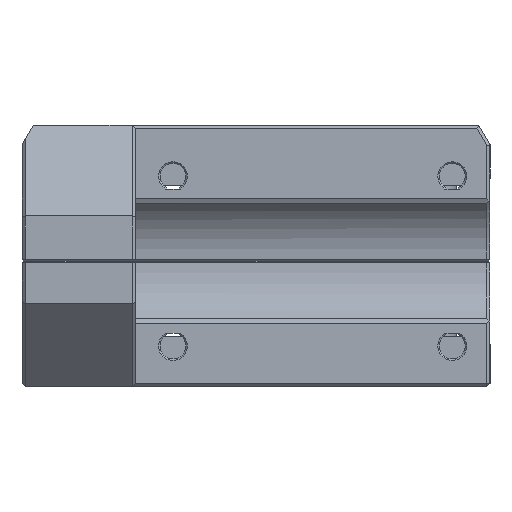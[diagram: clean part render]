
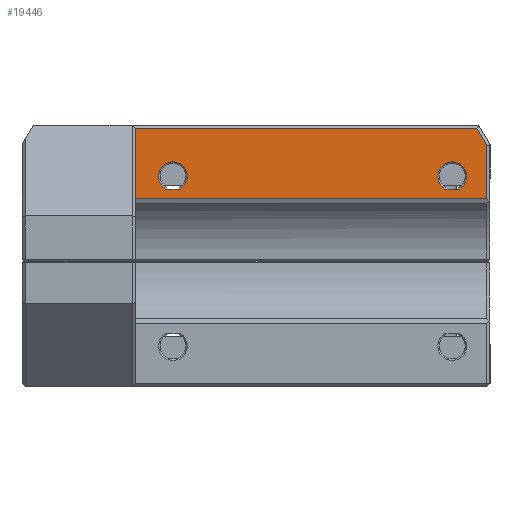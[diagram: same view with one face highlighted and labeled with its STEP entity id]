
A CAD part, left-side view. The second image highlights one B-rep face of the part: STEP entity #19446.
In plain terms, the highlighted planar face has unit normal (-1, 0, 0).
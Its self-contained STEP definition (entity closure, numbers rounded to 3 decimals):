
#48=(
BOUNDED_CURVE()
B_SPLINE_CURVE(2,(#28090,#28091,#28092),.UNSPECIFIED.,.F.,.F.)
B_SPLINE_CURVE_WITH_KNOTS((3,3),(-3.139,-3.114),
 .UNSPECIFIED.)
CURVE()
GEOMETRIC_REPRESENTATION_ITEM()
RATIONAL_B_SPLINE_CURVE((4.05,4.041,4.032))
REPRESENTATION_ITEM('')
);
#517=FACE_BOUND('',#2805,.T.);
#518=FACE_BOUND('',#2806,.T.);
#761=PLANE('',#20758);
#1632=FACE_OUTER_BOUND('',#2804,.T.);
#2804=EDGE_LOOP('',(#14401,#14402,#14403,#14404,#14405,#14406));
#2805=EDGE_LOOP('',(#14407,#14408,#14409,#14410));
#2806=EDGE_LOOP('',(#14411,#14412,#14413,#14414));
#3912=LINE('',#27946,#6050);
#3914=LINE('',#27950,#6052);
#3936=LINE('',#28078,#6074);
#4209=LINE('',#29043,#6347);
#4212=LINE('',#29054,#6350);
#4221=LINE('',#29071,#6359);
#4224=LINE('',#29082,#6362);
#4264=LINE('',#29171,#6402);
#4266=LINE('',#29174,#6404);
#4267=LINE('',#29175,#6405);
#4268=LINE('',#29176,#6406);
#6050=VECTOR('',#22324,10.);
#6052=VECTOR('',#22328,10.);
#6074=VECTOR('',#22370,10.);
#6347=VECTOR('',#23085,10.);
#6350=VECTOR('',#23096,10.);
#6359=VECTOR('',#23113,10.);
#6362=VECTOR('',#23124,10.);
#6402=VECTOR('',#23230,10.);
#6404=VECTOR('',#23234,10.);
#6405=VECTOR('',#23235,10.);
#6406=VECTOR('',#23236,10.);
#8170=CIRCLE('',#20714,1.9);
#8172=CIRCLE('',#20722,1.9);
#8674=VERTEX_POINT('',#27940);
#8676=VERTEX_POINT('',#27944);
#8677=VERTEX_POINT('',#27948);
#8697=VERTEX_POINT('',#28076);
#8700=VERTEX_POINT('',#28085);
#8952=VERTEX_POINT('',#29036);
#8955=VERTEX_POINT('',#29041);
#8957=VERTEX_POINT('',#29046);
#8959=VERTEX_POINT('',#29052);
#8960=VERTEX_POINT('',#29064);
#8963=VERTEX_POINT('',#29069);
#8965=VERTEX_POINT('',#29074);
#8967=VERTEX_POINT('',#29080);
#8983=VERTEX_POINT('',#29170);
#10505=EDGE_CURVE('',#8676,#8674,#3912,.T.);
#10507=EDGE_CURVE('',#8677,#8676,#3914,.T.);
#10538=EDGE_CURVE('',#8697,#8677,#3936,.T.);
#10543=EDGE_CURVE('',#8700,#8697,#48,.T.);
#10928=EDGE_CURVE('',#8955,#8952,#4209,.T.);
#10930=EDGE_CURVE('',#8957,#8955,#8170,.T.);
#10933=EDGE_CURVE('',#8959,#8957,#4212,.T.);
#10942=EDGE_CURVE('',#8963,#8960,#4221,.T.);
#10944=EDGE_CURVE('',#8965,#8963,#8172,.T.);
#10947=EDGE_CURVE('',#8967,#8965,#4224,.T.);
#10993=EDGE_CURVE('',#8674,#8983,#4264,.T.);
#10995=EDGE_CURVE('',#8983,#8700,#4266,.T.);
#10996=EDGE_CURVE('',#8959,#8952,#4267,.T.);
#10997=EDGE_CURVE('',#8967,#8960,#4268,.T.);
#14401=ORIENTED_EDGE('',*,*,#10505,.F.);
#14402=ORIENTED_EDGE('',*,*,#10507,.F.);
#14403=ORIENTED_EDGE('',*,*,#10538,.F.);
#14404=ORIENTED_EDGE('',*,*,#10543,.F.);
#14405=ORIENTED_EDGE('',*,*,#10995,.F.);
#14406=ORIENTED_EDGE('',*,*,#10993,.F.);
#14407=ORIENTED_EDGE('',*,*,#10996,.T.);
#14408=ORIENTED_EDGE('',*,*,#10928,.F.);
#14409=ORIENTED_EDGE('',*,*,#10930,.F.);
#14410=ORIENTED_EDGE('',*,*,#10933,.F.);
#14411=ORIENTED_EDGE('',*,*,#10997,.T.);
#14412=ORIENTED_EDGE('',*,*,#10942,.F.);
#14413=ORIENTED_EDGE('',*,*,#10944,.F.);
#14414=ORIENTED_EDGE('',*,*,#10947,.F.);
#19446=ADVANCED_FACE('',(#1632,#517,#518),#761,.T.);
#20714=AXIS2_PLACEMENT_3D('',#29048,#23089,#23090);
#20722=AXIS2_PLACEMENT_3D('',#29076,#23117,#23118);
#20758=AXIS2_PLACEMENT_3D('',#29173,#23232,#23233);
#22324=DIRECTION('',(0.,-0.5,-0.866));
#22328=DIRECTION('',(0.,-1.,0.));
#22370=DIRECTION('',(0.,0.,1.));
#23085=DIRECTION('',(0.,-0.707,-0.707));
#23089=DIRECTION('center_axis',(-1.,0.,0.));
#23090=DIRECTION('ref_axis',(0.,1.,0.));
#23096=DIRECTION('',(0.,-0.707,0.707));
#23113=DIRECTION('',(0.,-0.707,-0.707));
#23117=DIRECTION('center_axis',(-1.,0.,0.));
#23118=DIRECTION('ref_axis',(0.,1.,0.));
#23124=DIRECTION('',(0.,-0.707,0.707));
#23230=DIRECTION('',(0.,0.,-1.));
#23232=DIRECTION('center_axis',(-1.,0.,0.));
#23233=DIRECTION('ref_axis',(0.,-1.,0.));
#23234=DIRECTION('',(0.,1.,0.));
#23235=DIRECTION('',(0.,1.,0.));
#23236=DIRECTION('',(0.,1.,0.));
#27940=CARTESIAN_POINT('',(-36.5,-35.98,30.295));
#27944=CARTESIAN_POINT('',(-36.5,-34.649,32.6));
#27946=CARTESIAN_POINT('',(-36.5,-36.366,29.627));
#27948=CARTESIAN_POINT('',(-36.5,10.62,32.6));
#27950=CARTESIAN_POINT('',(-36.5,2.62,32.6));
#28076=CARTESIAN_POINT('',(-36.5,10.62,23.352));
#28078=CARTESIAN_POINT('',(-36.5,10.62,0.));
#28085=CARTESIAN_POINT('',(-36.5,10.69,23.268));
#28090=CARTESIAN_POINT('Ctrl Pts',(-36.5,10.69,23.268));
#28091=CARTESIAN_POINT('Ctrl Pts',(-36.5,10.655,23.31));
#28092=CARTESIAN_POINT('Ctrl Pts',(-36.5,10.62,23.352));
#29036=CARTESIAN_POINT('',(-36.5,6.607,24.55));
#29041=CARTESIAN_POINT('',(-36.5,6.964,24.906));
#29043=CARTESIAN_POINT('',(-36.5,1.402,19.345));
#29046=CARTESIAN_POINT('',(-36.5,4.276,24.906));
#29048=CARTESIAN_POINT('Origin',(-36.5,5.62,26.25));
#29052=CARTESIAN_POINT('',(-36.5,4.633,24.55));
#29054=CARTESIAN_POINT('',(-36.5,12.089,17.094));
#29064=CARTESIAN_POINT('',(-36.5,-30.393,24.55));
#29069=CARTESIAN_POINT('',(-36.5,-30.036,24.906));
#29071=CARTESIAN_POINT('',(-36.5,-26.348,28.595));
#29074=CARTESIAN_POINT('',(-36.5,-32.724,24.906));
#29076=CARTESIAN_POINT('Origin',(-36.5,-31.38,26.25));
#29080=CARTESIAN_POINT('',(-36.5,-32.367,24.55));
#29082=CARTESIAN_POINT('',(-36.5,-15.661,7.844));
#29170=CARTESIAN_POINT('',(-36.5,-35.98,23.268));
#29171=CARTESIAN_POINT('',(-36.5,-35.98,0.));
#29173=CARTESIAN_POINT('Origin',(-36.5,10.62,0.));
#29174=CARTESIAN_POINT('',(-36.5,-5.38,23.268));
#29175=CARTESIAN_POINT('',(-36.5,7.768,24.55));
#29176=CARTESIAN_POINT('',(-36.5,-10.732,24.55));
